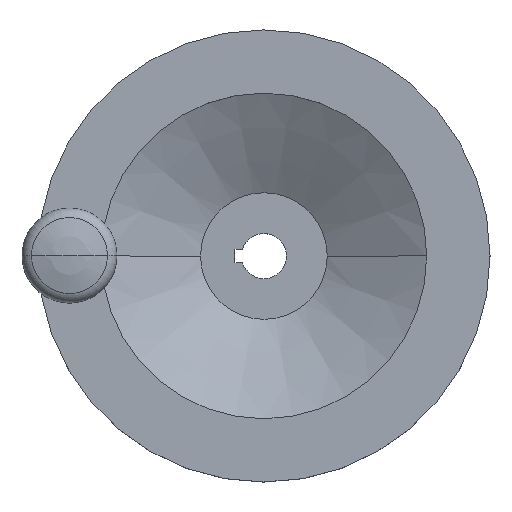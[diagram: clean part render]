
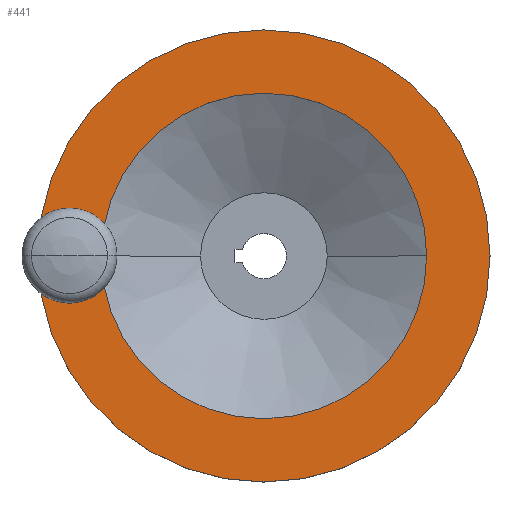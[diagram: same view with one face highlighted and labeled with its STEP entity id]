
A CAD part, top view. The second image highlights one B-rep face of the part: STEP entity #441.
In plain terms, the highlighted planar face has unit normal (0, 0, 1).
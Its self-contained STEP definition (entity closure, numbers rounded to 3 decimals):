
#203=VERTEX_POINT('',#540);
#241=EDGE_CURVE('',#203,#483,#584,.T.);
#343=EDGE_CURVE('',#479,#429,#697,.T.);
#359=EDGE_CURVE('',#421,#397,#716,.T.);
#371=EDGE_CURVE('',#429,#479,#729,.T.);
#393=EDGE_CURVE('',#397,#421,#756,.T.);
#395=EDGE_CURVE('',#483,#203,#758,.T.);
#397=VERTEX_POINT('',#760);
#421=VERTEX_POINT('',#785);
#429=VERTEX_POINT('',#793);
#441=ADVANCED_FACE('',(#806,#807,#808),#809,.T.);
#479=VERTEX_POINT('',#851);
#483=VERTEX_POINT('',#855);
#540=CARTESIAN_POINT('',(36.,0.,30.0));
#584=CIRCLE('',#966,36.0);
#697=CIRCLE('',#1115,50.0);
#716=CIRCLE('',#1140,5.0);
#729=CIRCLE('',#1159,50.0);
#756=CIRCLE('',#1191,5.0);
#758=CIRCLE('',#1194,36.0);
#760=CARTESIAN_POINT('',(-38.0,0.,30.0));
#785=CARTESIAN_POINT('',(-48.0,0.,30.0));
#793=CARTESIAN_POINT('',(-50.0,0.,30.0));
#806=FACE_BOUND('',#1256,.T.);
#807=FACE_OUTER_BOUND('',#1257,.T.);
#808=FACE_BOUND('',#1258,.T.);
#809=PLANE('',#1259);
#851=CARTESIAN_POINT('',(50.,0.,30.0));
#855=CARTESIAN_POINT('',(-36.0,0.,30.0));
#966=AXIS2_PLACEMENT_3D('',#1456,#1457,#1458);
#1115=AXIS2_PLACEMENT_3D('',#1586,#1587,#1588);
#1140=AXIS2_PLACEMENT_3D('',#1615,#1616,#1617);
#1159=AXIS2_PLACEMENT_3D('',#1636,#1637,#1638);
#1191=AXIS2_PLACEMENT_3D('',#1681,#1682,#1683);
#1194=AXIS2_PLACEMENT_3D('',#1684,#1685,#1686);
#1256=EDGE_LOOP('',(#1725,#1726));
#1257=EDGE_LOOP('',(#1727,#1728));
#1258=EDGE_LOOP('',(#1729,#1730));
#1259=AXIS2_PLACEMENT_3D('',#1731,#1732,#1733);
#1456=CARTESIAN_POINT('',(0.,0.,30.0));
#1457=DIRECTION('',(-0.0,0.0,-1.0));
#1458=DIRECTION('',(-1.0,0.,0.0));
#1586=CARTESIAN_POINT('',(0.,0.,30.0));
#1587=DIRECTION('',(-0.0,0.0,-1.0));
#1588=DIRECTION('',(-1.0,0.,0.0));
#1615=CARTESIAN_POINT('',(-43.0,0.,30.0));
#1616=DIRECTION('',(-0.0,0.0,-1.0));
#1617=DIRECTION('',(-1.0,0.,0.0));
#1636=CARTESIAN_POINT('',(0.,0.,30.0));
#1637=DIRECTION('',(-0.0,0.0,-1.0));
#1638=DIRECTION('',(-1.0,0.,0.0));
#1681=CARTESIAN_POINT('',(-43.0,0.,30.0));
#1682=DIRECTION('',(-0.0,0.0,-1.0));
#1683=DIRECTION('',(-1.0,0.,0.0));
#1684=CARTESIAN_POINT('',(0.,0.,30.0));
#1685=DIRECTION('',(-0.0,0.0,-1.0));
#1686=DIRECTION('',(-1.0,0.,0.0));
#1725=ORIENTED_EDGE('',*,*,#359,.T.);
#1726=ORIENTED_EDGE('',*,*,#393,.T.);
#1727=ORIENTED_EDGE('',*,*,#371,.F.);
#1728=ORIENTED_EDGE('',*,*,#343,.F.);
#1729=ORIENTED_EDGE('',*,*,#395,.T.);
#1730=ORIENTED_EDGE('',*,*,#241,.T.);
#1731=CARTESIAN_POINT('',(-43.0,0.,30.0));
#1732=DIRECTION('',(0.0,0.0,1.0));
#1733=DIRECTION('',(-1.0,0.,0.0));
